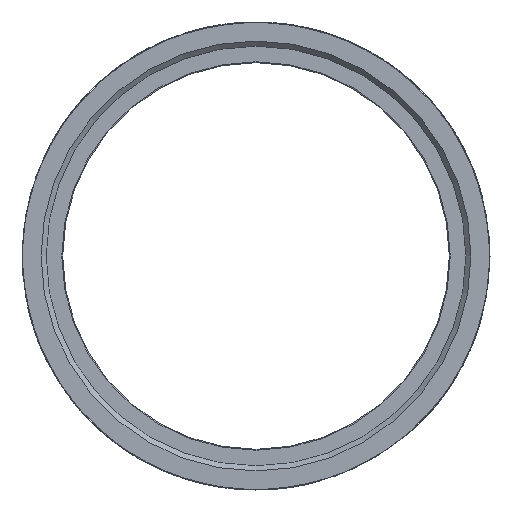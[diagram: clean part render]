
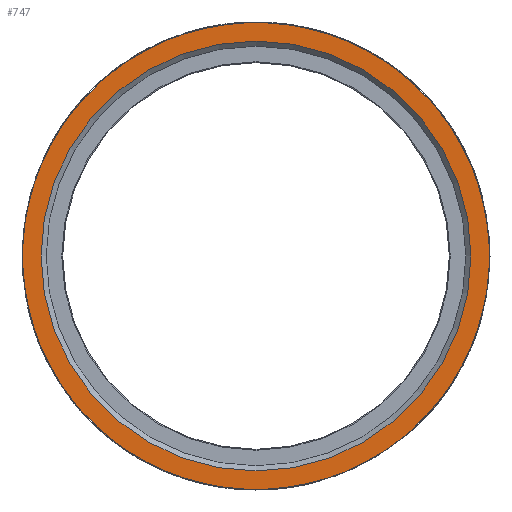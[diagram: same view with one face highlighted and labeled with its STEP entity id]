
A CAD part, left-side view. The second image highlights one B-rep face of the part: STEP entity #747.
In plain terms, the highlighted planar face has unit normal (-1, 0, 0).
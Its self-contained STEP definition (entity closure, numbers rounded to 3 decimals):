
#747=ADVANCED_FACE('',(#861,#862),#848,.F.);
#848=PLANE('',#3319);
#861=FACE_BOUND('',#1012,.T.);
#862=FACE_BOUND('',#1013,.T.);
#1012=EDGE_LOOP('',(#1220));
#1013=EDGE_LOOP('',(#1221));
#1220=ORIENTED_EDGE('',*,*,#2761,.T.);
#1221=ORIENTED_EDGE('',*,*,#2760,.T.);
#2245=VERTEX_POINT('',#3747);
#2246=VERTEX_POINT('',#3750);
#2760=EDGE_CURVE('',#2245,#2245,#3275,.T.);
#2761=EDGE_CURVE('',#2246,#2246,#3276,.T.);
#3275=CIRCLE('',#3316,23.);
#3276=CIRCLE('',#3318,21.125);
#3316=AXIS2_PLACEMENT_3D('',#3746,#3469,#3470);
#3318=AXIS2_PLACEMENT_3D('',#3749,#3473,#3474);
#3319=AXIS2_PLACEMENT_3D('',#3751,#3475,#3476);
#3469=DIRECTION('',(-1.,0.,0.));
#3470=DIRECTION('',(0.,0.,1.));
#3473=DIRECTION('',(1.,0.,0.));
#3474=DIRECTION('',(0.,0.,-1.));
#3475=DIRECTION('',(1.,0.,0.));
#3476=DIRECTION('',(0.,0.,-1.));
#3746=CARTESIAN_POINT('',(0.,0.,0.));
#3747=CARTESIAN_POINT('',(0.,0.,23.));
#3749=CARTESIAN_POINT('',(0.,0.,0.));
#3750=CARTESIAN_POINT('',(0.,0.,-21.125));
#3751=CARTESIAN_POINT('',(0.,23.,0.));
